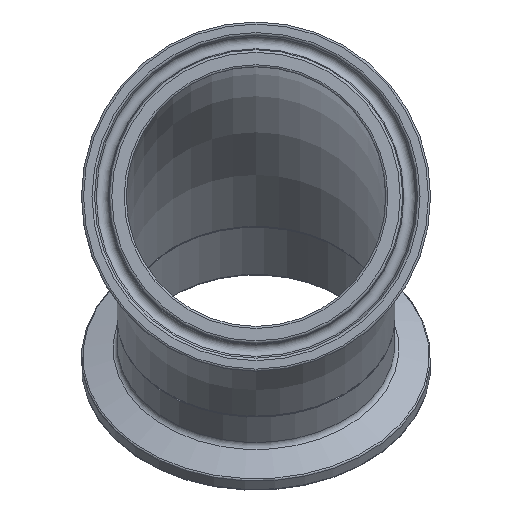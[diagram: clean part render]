
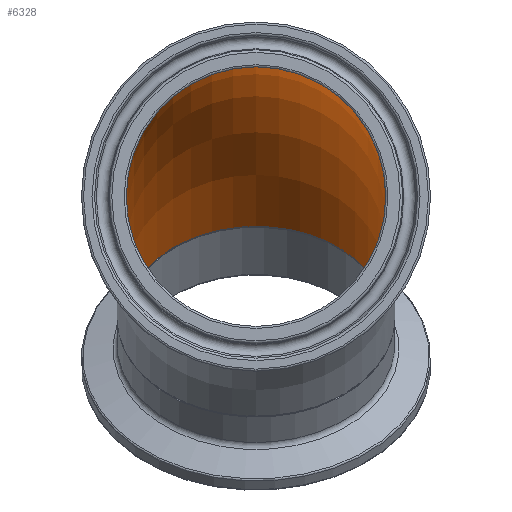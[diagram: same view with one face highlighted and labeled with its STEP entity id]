
A CAD part, front view. The second image highlights one B-rep face of the part: STEP entity #6328.
In plain terms, the highlighted toroidal (fillet/blend) face has major radius 76.2 mm and minor radius 23.749 mm.
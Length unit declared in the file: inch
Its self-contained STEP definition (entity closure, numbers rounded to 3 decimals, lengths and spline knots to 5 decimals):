
#29=CIRCLE('',#6539,0.935);
#30=CIRCLE('',#6540,0.935);
#102=FACE_BOUND('',#1769,.T.);
#1369=FACE_OUTER_BOUND('',#1768,.T.);
#1768=EDGE_LOOP('',(#5798));
#1769=EDGE_LOOP('',(#5799));
#3039=VERTEX_POINT('',#14279);
#3040=VERTEX_POINT('',#14281);
#3973=EDGE_CURVE('',#3039,#3039,#29,.T.);
#3974=EDGE_CURVE('',#3040,#3040,#30,.T.);
#5798=ORIENTED_EDGE('',*,*,#3973,.F.);
#5799=ORIENTED_EDGE('',*,*,#3974,.F.);
#5907=TOROIDAL_SURFACE('',#6538,3.,0.935);
#6328=ADVANCED_FACE('',(#1369,#102),#5907,.F.);
#6538=AXIS2_PLACEMENT_3D('',#14278,#7250,#7251);
#6539=AXIS2_PLACEMENT_3D('',#14280,#7252,#7253);
#6540=AXIS2_PLACEMENT_3D('',#14282,#7254,#7255);
#7250=DIRECTION('center_axis',(-1.,0.,0.));
#7251=DIRECTION('ref_axis',(0.,0.,
1.));
#7252=DIRECTION('center_axis',(0.,-0.707,
0.707));
#7253=DIRECTION('ref_axis',(0.,0.707,0.707));
#7254=DIRECTION('center_axis',(0.,1.,0.));
#7255=DIRECTION('ref_axis',(0.,0.,
1.));
#14278=CARTESIAN_POINT('Origin',(0.,0.,
-2.41421));
#14279=CARTESIAN_POINT('',(0.,2.78247,0.36825));
#14280=CARTESIAN_POINT('Origin',(0.,2.12132,
-0.29289));
#14281=CARTESIAN_POINT('',(0.,0.,
1.52079));
#14282=CARTESIAN_POINT('Origin',(0.,0.,
0.58579));
